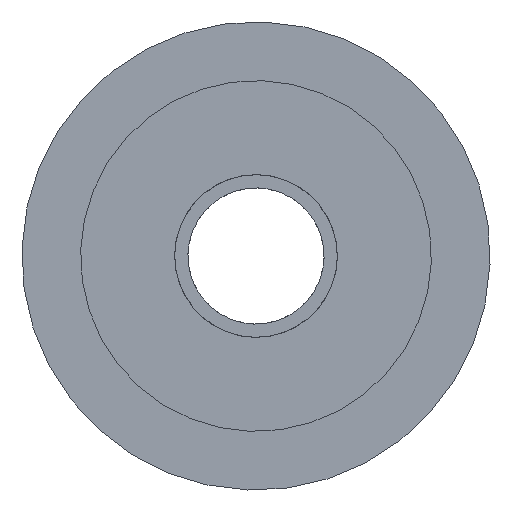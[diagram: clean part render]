
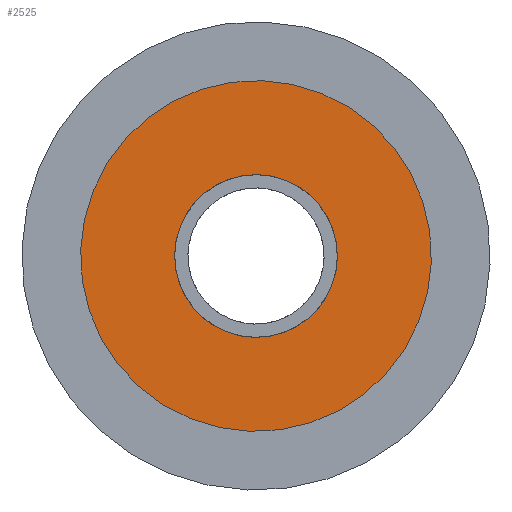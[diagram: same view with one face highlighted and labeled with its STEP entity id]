
A CAD part, front view. The second image highlights one B-rep face of the part: STEP entity #2525.
In plain terms, the highlighted planar face has unit normal (0, -1, 0).
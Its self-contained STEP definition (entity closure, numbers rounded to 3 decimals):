
#243=FACE_BOUND('',#592,.T.);
#295=PLANE('',#2834);
#430=FACE_OUTER_BOUND('',#591,.T.);
#591=EDGE_LOOP('',(#2351,#2352));
#592=EDGE_LOOP('',(#2353));
#988=CIRCLE('',#2824,9.55);
#995=CIRCLE('',#2835,20.6);
#996=CIRCLE('',#2836,20.6);
#1239=VERTEX_POINT('',#5859);
#1246=VERTEX_POINT('',#5880);
#1247=VERTEX_POINT('',#5881);
#1608=EDGE_CURVE('',#1239,#1239,#988,.T.);
#1617=EDGE_CURVE('',#1246,#1247,#995,.T.);
#1618=EDGE_CURVE('',#1247,#1246,#996,.T.);
#2351=ORIENTED_EDGE('',*,*,#1617,.F.);
#2352=ORIENTED_EDGE('',*,*,#1618,.F.);
#2353=ORIENTED_EDGE('',*,*,#1608,.T.);
#2525=ADVANCED_FACE('',(#430,#243),#295,.T.);
#2824=AXIS2_PLACEMENT_3D('',#5861,#3418,#3419);
#2834=AXIS2_PLACEMENT_3D('',#5879,#3440,#3441);
#2835=AXIS2_PLACEMENT_3D('',#5882,#3442,#3443);
#2836=AXIS2_PLACEMENT_3D('',#5883,#3444,#3445);
#3418=DIRECTION('center_axis',(0.,1.,0.));
#3419=DIRECTION('ref_axis',(-0.999,0.,-0.036));
#3440=DIRECTION('center_axis',(0.,-1.,0.));
#3441=DIRECTION('ref_axis',(0.,0.,-1.));
#3442=DIRECTION('center_axis',(0.,1.,0.));
#3443=DIRECTION('ref_axis',(1.,0.,0.));
#3444=DIRECTION('center_axis',(0.,1.,0.));
#3445=DIRECTION('ref_axis',(1.,0.,0.));
#5859=CARTESIAN_POINT('',(9.544,2.5,0.348));
#5861=CARTESIAN_POINT('Origin',(0.,2.5,0.));
#5879=CARTESIAN_POINT('Origin',(-20.6,2.5,0.));
#5880=CARTESIAN_POINT('',(-20.6,2.5,0.));
#5881=CARTESIAN_POINT('',(20.6,2.5,0.));
#5882=CARTESIAN_POINT('Origin',(0.,2.5,0.));
#5883=CARTESIAN_POINT('Origin',(0.,2.5,0.));
